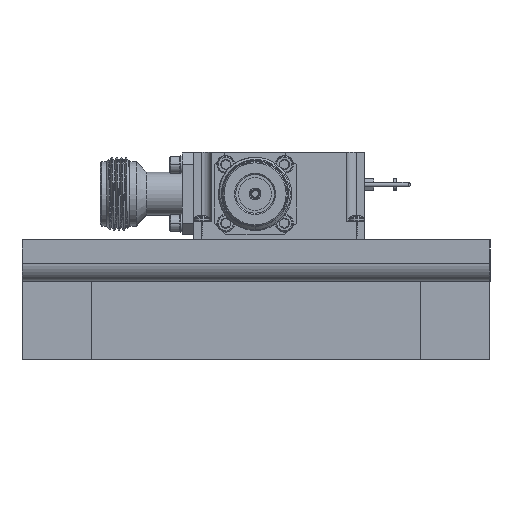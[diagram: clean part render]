
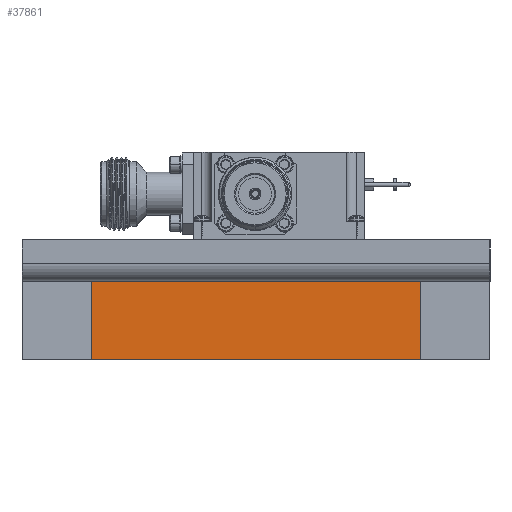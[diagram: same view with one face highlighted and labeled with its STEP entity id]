
A CAD part, left-side view. The second image highlights one B-rep face of the part: STEP entity #37861.
In plain terms, the highlighted planar face has unit normal (-1, 0, 0).
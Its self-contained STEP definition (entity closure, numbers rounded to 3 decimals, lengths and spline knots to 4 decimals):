
#2129 = LINE ( 'NONE', #57125, #12271 ) ;
#5909 = FACE_OUTER_BOUND ( 'NONE', #8177, .T. ) ;
#6201 = DIRECTION ( 'NONE',  ( 0., 0., -1. ) ) ;
#8177 = EDGE_LOOP ( 'NONE', ( #40567, #42015, #53413, #19565 ) ) ;
#9678 = VERTEX_POINT ( 'NONE', #58553 ) ;
#12271 = VECTOR ( 'NONE', #24777, 39.3701 ) ;
#12283 = CARTESIAN_POINT ( 'NONE',  ( -3.1378, -1.8012, -0.9843 ) ) ;
#16951 = LINE ( 'NONE', #49884, #43881 ) ;
#18731 = CARTESIAN_POINT ( 'NONE',  ( -3.1378, 1.6043, -1.7717 ) ) ;
#19117 = CARTESIAN_POINT ( 'NONE',  ( -3.1378, -1.8012, -0.9843 ) ) ;
#19565 = ORIENTED_EDGE ( 'NONE', *, *, #44257, .T. ) ;
#19693 = VERTEX_POINT ( 'NONE', #18731 ) ;
#21570 = CARTESIAN_POINT ( 'NONE',  ( -3.1378, -1.2106, -1.7717 ) ) ;
#22407 = LINE ( 'NONE', #12283, #29085 ) ;
#24306 = VERTEX_POINT ( 'NONE', #21570 ) ;
#24777 = DIRECTION ( 'NONE',  ( 0., 1., 0. ) ) ;
#28133 = DIRECTION ( 'NONE',  ( 0., 1., 0. ) ) ;
#29085 = VECTOR ( 'NONE', #28133, 39.3701 ) ;
#29392 = PLANE ( 'NONE',  #52483 ) ;
#30040 = CARTESIAN_POINT ( 'NONE',  ( -3.1378, 1.6043, -0.9843 ) ) ;
#33797 = DIRECTION ( 'NONE',  ( 0., 0., 1. ) ) ;
#37861 = ADVANCED_FACE ( 'NONE', ( #5909 ), #29392, .F. ) ;
#40567 = ORIENTED_EDGE ( 'NONE', *, *, #59915, .T. ) ;
#42015 = ORIENTED_EDGE ( 'NONE', *, *, #49458, .T. ) ;
#43574 = CARTESIAN_POINT ( 'NONE',  ( -3.1378, 1.6043, -0.9843 ) ) ;
#43881 = VECTOR ( 'NONE', #33797, 39.3701 ) ;
#44257 = EDGE_CURVE ( 'NONE', #24306, #9678, #16951, .T. ) ;
#46699 = EDGE_CURVE ( 'NONE', #24306, #19693, #2129, .T. ) ;
#49458 = EDGE_CURVE ( 'NONE', #66904, #19693, #57590, .T. ) ;
#49884 = CARTESIAN_POINT ( 'NONE',  ( -3.1378, -1.2106, -0.9843 ) ) ;
#50711 = DIRECTION ( 'NONE',  ( 0., 0., 1. ) ) ;
#52483 = AXIS2_PLACEMENT_3D ( 'NONE', #19117, #61799, #50711 ) ;
#52502 = VECTOR ( 'NONE', #6201, 39.3701 ) ;
#53413 = ORIENTED_EDGE ( 'NONE', *, *, #46699, .F. ) ;
#57125 = CARTESIAN_POINT ( 'NONE',  ( -3.1378, -1.8012, -1.7717 ) ) ;
#57590 = LINE ( 'NONE', #43574, #52502 ) ;
#58553 = CARTESIAN_POINT ( 'NONE',  ( -3.1378, -1.2106, -0.9843 ) ) ;
#59915 = EDGE_CURVE ( 'NONE', #9678, #66904, #22407, .T. ) ;
#61799 = DIRECTION ( 'NONE',  ( 1., 0., 0. ) ) ;
#66904 = VERTEX_POINT ( 'NONE', #30040 ) ;
